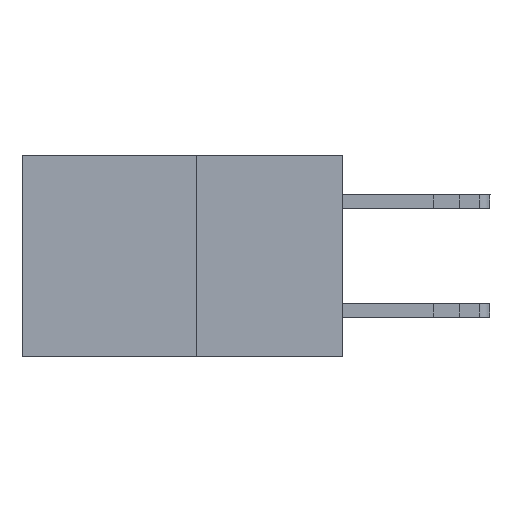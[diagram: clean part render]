
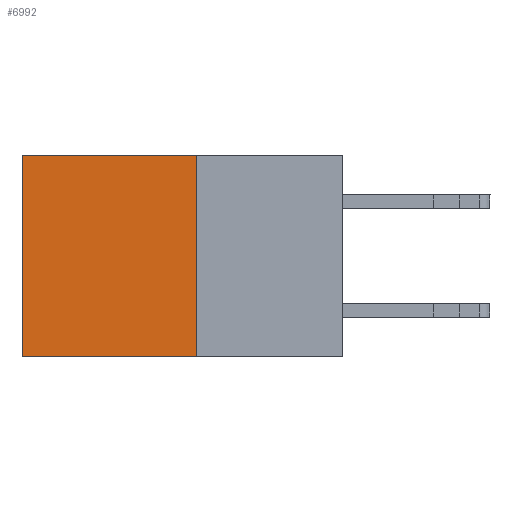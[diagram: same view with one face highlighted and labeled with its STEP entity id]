
A CAD part, left-side view. The second image highlights one B-rep face of the part: STEP entity #6992.
In plain terms, the highlighted planar face has unit normal (-1, 0, 0).
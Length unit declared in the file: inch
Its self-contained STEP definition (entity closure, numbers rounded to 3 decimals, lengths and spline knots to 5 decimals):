
#48 = DIRECTION ( 'NONE',  ( 0., 0., -1. ) ) ;
#1055 = CARTESIAN_POINT ( 'NONE',  ( 0.277, 0.27, -0.37 ) ) ;
#1349 = ORIENTED_EDGE ( 'NONE', *, *, #2940, .T. ) ;
#2812 = CARTESIAN_POINT ( 'NONE',  ( 0.277, 0.27, -0.37 ) ) ;
#2940 = EDGE_CURVE ( 'NONE', #22254, #4051, #14808, .T. ) ;
#2997 = ORIENTED_EDGE ( 'NONE', *, *, #18144, .T. ) ;
#3107 = LINE ( 'NONE', #6498, #4166 ) ;
#4051 = VERTEX_POINT ( 'NONE', #21262 ) ;
#4166 = VECTOR ( 'NONE', #11949, 39.37008 ) ;
#5245 = CARTESIAN_POINT ( 'NONE',  ( 0.277, 0.59, -0.37 ) ) ;
#6498 = CARTESIAN_POINT ( 'NONE',  ( 0.277, 0.27, -0.37 ) ) ;
#6758 = CARTESIAN_POINT ( 'NONE',  ( 0.277, 0.27, -0.37 ) ) ;
#6791 = DIRECTION ( 'NONE',  ( 1., 0., 0. ) ) ;
#6992 = ADVANCED_FACE ( 'NONE', ( #16239 ), #14065, .F. ) ;
#8224 = DIRECTION ( 'NONE',  ( 0., 0., -1. ) ) ;
#8275 = DIRECTION ( 'NONE',  ( 0., 1., 0. ) ) ;
#11674 = LINE ( 'NONE', #22960, #18604 ) ;
#11744 = CARTESIAN_POINT ( 'NONE',  ( 0.277, 0.59, 0. ) ) ;
#11949 = DIRECTION ( 'NONE',  ( 0., 1., 0. ) ) ;
#12150 = VERTEX_POINT ( 'NONE', #18660 ) ;
#13018 = VECTOR ( 'NONE', #48, 39.37008 ) ;
#13667 = EDGE_CURVE ( 'NONE', #13674, #4051, #3107, .T. ) ;
#13674 = VERTEX_POINT ( 'NONE', #1055 ) ;
#14065 = PLANE ( 'NONE',  #22143 ) ;
#14177 = DIRECTION ( 'NONE',  ( 0., 0., -1. ) ) ;
#14808 = LINE ( 'NONE', #5245, #13018 ) ;
#15843 = LINE ( 'NONE', #6758, #21279 ) ;
#16239 = FACE_OUTER_BOUND ( 'NONE', #18944, .T. ) ;
#18144 = EDGE_CURVE ( 'NONE', #12150, #22254, #11674, .T. ) ;
#18284 = ORIENTED_EDGE ( 'NONE', *, *, #21801, .F. ) ;
#18604 = VECTOR ( 'NONE', #8275, 39.37008 ) ;
#18660 = CARTESIAN_POINT ( 'NONE',  ( 0.277, 0.27, 0. ) ) ;
#18944 = EDGE_LOOP ( 'NONE', ( #1349, #22269, #18284, #2997 ) ) ;
#21262 = CARTESIAN_POINT ( 'NONE',  ( 0.277, 0.59, -0.37 ) ) ;
#21279 = VECTOR ( 'NONE', #8224, 39.37008 ) ;
#21801 = EDGE_CURVE ( 'NONE', #12150, #13674, #15843, .T. ) ;
#22143 = AXIS2_PLACEMENT_3D ( 'NONE', #2812, #6791, #14177 ) ;
#22254 = VERTEX_POINT ( 'NONE', #11744 ) ;
#22269 = ORIENTED_EDGE ( 'NONE', *, *, #13667, .F. ) ;
#22960 = CARTESIAN_POINT ( 'NONE',  ( 0.277, 0.27, 0. ) ) ;
